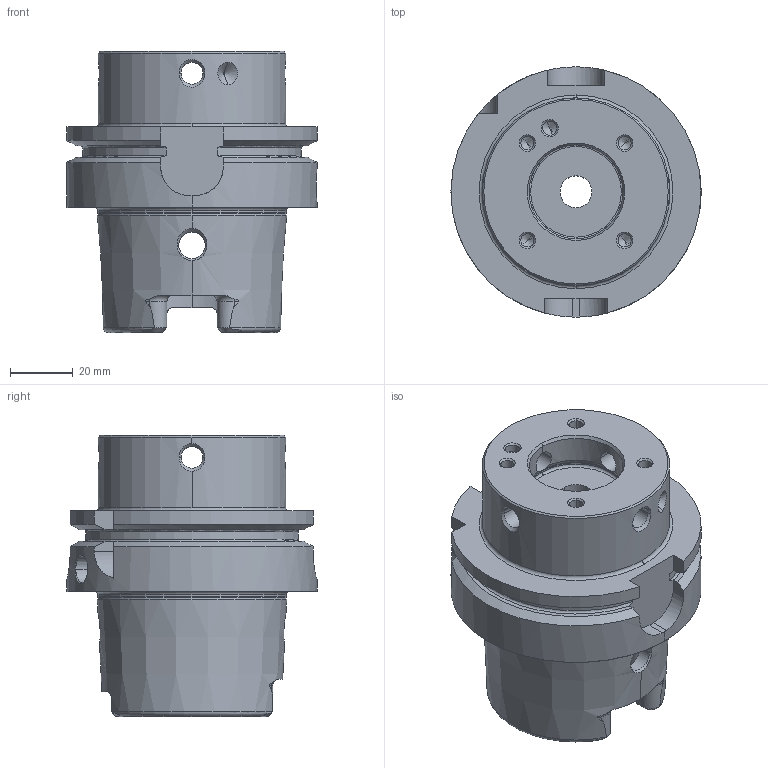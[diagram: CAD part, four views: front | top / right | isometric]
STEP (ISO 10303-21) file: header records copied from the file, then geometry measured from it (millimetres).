
FILE_DESCRIPTION((''),'2;1');
FILE_NAME('606403485-000-02-E43','2023-01-11T11:37:14',('rufa'),(''),'CREO PARAMETRIC BY PTC INC, 2021184','CREO PARAMETRIC BY PTC INC, 2021184','');
FILE_SCHEMA(('AP242_MANAGED_MODEL_BASED_3D_ENGINEERING_MIM_LF { 1 0 10303 442 1 1 4 }'));
Length unit declared in the file: millimetre
Products named in the file (1): 606403485-000-02-E43
Bounding box: 80 x 80 x 89.9 mm (x, y, z)
Volume: 191962 mm3; surface area: 41103.2 mm2
Topology: 1 solids, 1 shells, 214 faces, 556 edges, 336 vertices
Faces by surface type: cone 72, cylinder 67, plane 49, torus 26
Entity records: 10824 total; most frequent: CARTESIAN_POINT 3973, ORIENTED_EDGE 1088, DIRECTION 1066, PRESENTATION_STYLE_ASSIGNMENT 548, STYLED_ITEM 548, CURVE_STYLE 547, EDGE_CURVE 544, AXIS2_PLACEMENT_3D 432
